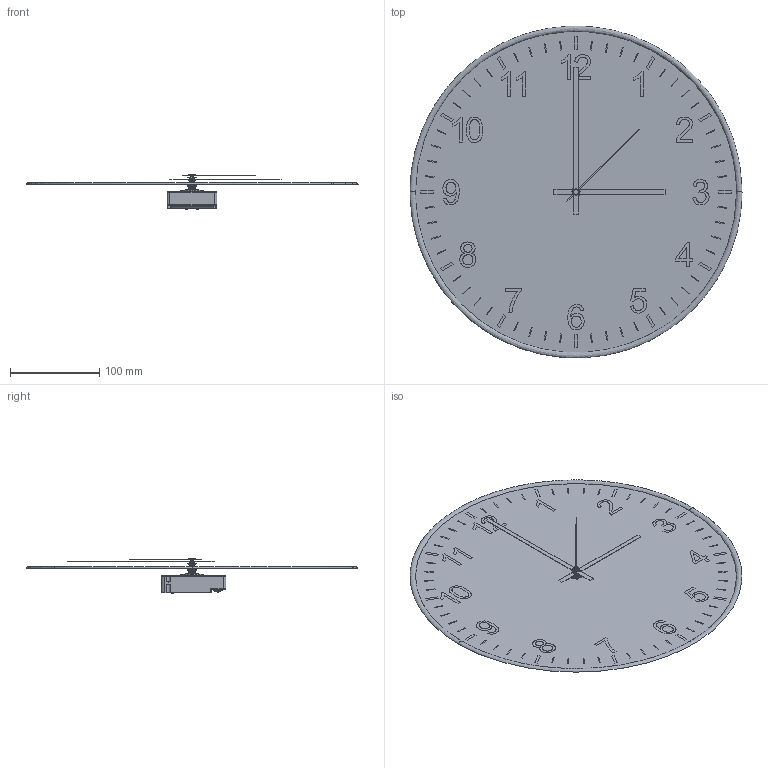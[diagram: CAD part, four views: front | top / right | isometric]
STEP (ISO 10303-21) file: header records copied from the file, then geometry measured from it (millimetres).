
FILE_DESCRIPTION(/* description */ (''),/* implementation_level */ '2;1');
FILE_NAME(/* name */ 'CLACLD~1',/* time_stamp */ '2016-04-02T08:30:16+02:00',/* author */ (''),/* organization */ (''),/* preprocessor_version */ 'ST-DEVELOPER v14',/* originating_system */ '',/* authorisation */ '');
FILE_SCHEMA (('AUTOMOTIVE_DESIGN'));
Length unit declared in the file: millimetre
Products named in the file (1): Document
Bounding box: 372.1 x 371.72 x 39 mm (x, y, z)
Volume: 78177.5 mm3; surface area: 149917.9 mm2
Topology: 17 solids, 99 shells, 502 faces, 1360 edges, 974 vertices
Faces by surface type: bspline 347, plane 155
Entity records: 46779 total; most frequent: CARTESIAN_POINT 30331, B_SPLINE_CURVE_WITH_KNOTS 2631, ORIENTED_EDGE 2318, PCURVE 2318, DEFINITIONAL_REPRESENTATION 2318, SURFACE_CURVE 1336, EDGE_CURVE 1336, VERTEX_POINT 974
